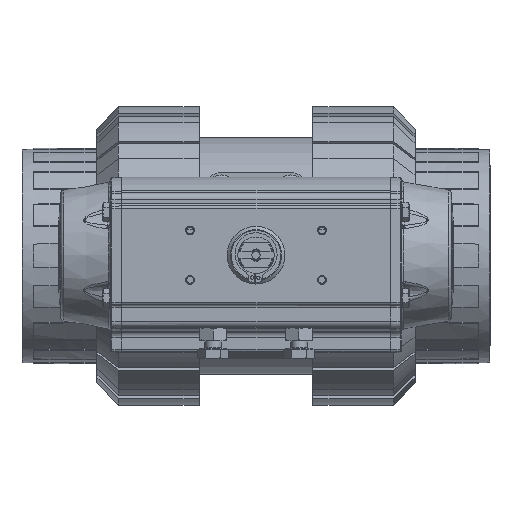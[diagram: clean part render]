
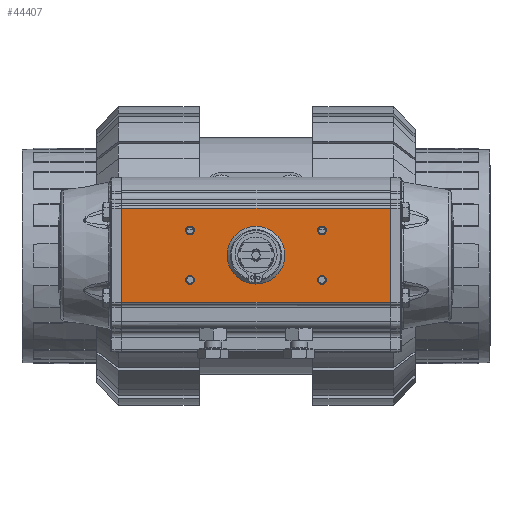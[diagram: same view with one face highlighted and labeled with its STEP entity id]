
A CAD part, top view. The second image highlights one B-rep face of the part: STEP entity #44407.
In plain terms, the highlighted planar face has unit normal (0, 0, 1).
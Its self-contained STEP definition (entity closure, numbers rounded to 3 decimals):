
#38025=CARTESIAN_POINT('',(-185.865,8.654,216.719));
#38026=VERTEX_POINT('',#38025);
#38034=CARTESIAN_POINT('',(-185.865,65.654,216.719));
#38035=VERTEX_POINT('',#38034);
#38036=CARTESIAN_POINT('',(-185.865,8.654,216.719));
#38037=DIRECTION('',(0.0,1.0,0.0));
#38038=VECTOR('',#38037,57.0);
#38039=LINE('',#38036,#38038);
#38040=EDGE_CURVE('',#38026,#38035,#38039,.T.);
#44322=CARTESIAN_POINT('',(-22.865,8.654,216.719));
#44323=DIRECTION('',(0.0,0.0,1.0));
#44324=DIRECTION('',(-1.0,0.0,0.0));
#44325=AXIS2_PLACEMENT_3D('',#44322,#44323,#44324);
#44326=PLANE('',#44325);
#44327=CARTESIAN_POINT('',(-22.865,8.654,216.719));
#44328=VERTEX_POINT('',#44327);
#44329=CARTESIAN_POINT('',(-22.865,65.654,216.719));
#44330=VERTEX_POINT('',#44329);
#44331=CARTESIAN_POINT('',(-22.865,8.654,216.719));
#44332=DIRECTION('',(0.0,1.0,0.0));
#44333=VECTOR('',#44332,57.);
#44334=LINE('',#44331,#44333);
#44335=EDGE_CURVE('',#44328,#44330,#44334,.T.);
#44336=ORIENTED_EDGE('',*,*,#44335,.T.);
#44337=CARTESIAN_POINT('',(-22.865,65.654,216.719));
#44338=DIRECTION('',(-1.0,0.0,0.0));
#44339=VECTOR('',#44338,163.);
#44340=LINE('',#44337,#44339);
#44341=EDGE_CURVE('',#44330,#38035,#44340,.T.);
#44342=ORIENTED_EDGE('',*,*,#44341,.T.);
#44343=ORIENTED_EDGE('',*,*,#38040,.F.);
#44344=CARTESIAN_POINT('',(-185.865,8.654,216.719));
#44345=DIRECTION('',(1.0,0.0,0.0));
#44346=VECTOR('',#44345,163.);
#44347=LINE('',#44344,#44346);
#44348=EDGE_CURVE('',#38026,#44328,#44347,.T.);
#44349=ORIENTED_EDGE('',*,*,#44348,.T.);
#44350=EDGE_LOOP('',(#44336,#44342,#44343,#44349));
#44351=FACE_OUTER_BOUND('',#44350,.T.);
#44352=CARTESIAN_POINT('',(-64.365,54.804,216.719));
#44353=VERTEX_POINT('',#44352);
#44354=CARTESIAN_POINT('',(-64.365,52.154,216.719));
#44355=DIRECTION('',(0.0,0.0,-1.0));
#44356=DIRECTION('',(0.0,1.0,0.0));
#44357=AXIS2_PLACEMENT_3D('',#44354,#44355,#44356);
#44358=CIRCLE('',#44357,2.65);
#44359=EDGE_CURVE('',#44353,#44353,#44358,.T.);
#44360=ORIENTED_EDGE('',*,*,#44359,.T.);
#44361=EDGE_LOOP('',(#44360));
#44362=FACE_BOUND('',#44361,.T.);
#44363=CARTESIAN_POINT('',(-64.365,24.804,216.719));
#44364=VERTEX_POINT('',#44363);
#44365=CARTESIAN_POINT('',(-64.365,22.154,216.719));
#44366=DIRECTION('',(0.0,0.0,-1.0));
#44367=DIRECTION('',(0.0,1.0,0.0));
#44368=AXIS2_PLACEMENT_3D('',#44365,#44366,#44367);
#44369=CIRCLE('',#44368,2.65);
#44370=EDGE_CURVE('',#44364,#44364,#44369,.T.);
#44371=ORIENTED_EDGE('',*,*,#44370,.T.);
#44372=EDGE_LOOP('',(#44371));
#44373=FACE_BOUND('',#44372,.T.);
#44374=CARTESIAN_POINT('',(-144.365,24.804,216.719));
#44375=VERTEX_POINT('',#44374);
#44376=CARTESIAN_POINT('',(-144.365,22.154,216.719));
#44377=DIRECTION('',(0.0,0.0,-1.0));
#44378=DIRECTION('',(0.0,1.0,0.0));
#44379=AXIS2_PLACEMENT_3D('',#44376,#44377,#44378);
#44380=CIRCLE('',#44379,2.65);
#44381=EDGE_CURVE('',#44375,#44375,#44380,.T.);
#44382=ORIENTED_EDGE('',*,*,#44381,.T.);
#44383=EDGE_LOOP('',(#44382));
#44384=FACE_BOUND('',#44383,.T.);
#44385=CARTESIAN_POINT('',(-144.365,54.804,216.719));
#44386=VERTEX_POINT('',#44385);
#44387=CARTESIAN_POINT('',(-144.365,52.154,216.719));
#44388=DIRECTION('',(0.0,0.0,-1.0));
#44389=DIRECTION('',(0.0,1.0,0.0));
#44390=AXIS2_PLACEMENT_3D('',#44387,#44388,#44389);
#44391=CIRCLE('',#44390,2.65);
#44392=EDGE_CURVE('',#44386,#44386,#44391,.T.);
#44393=ORIENTED_EDGE('',*,*,#44392,.T.);
#44394=EDGE_LOOP('',(#44393));
#44395=FACE_BOUND('',#44394,.T.);
#44396=CARTESIAN_POINT('',(-121.865,37.154,216.719));
#44397=VERTEX_POINT('',#44396);
#44398=CARTESIAN_POINT('',(-104.365,37.154,216.719));
#44399=DIRECTION('',(0.0,0.0,-1.0));
#44400=DIRECTION('',(-1.0,0.0,0.0));
#44401=AXIS2_PLACEMENT_3D('',#44398,#44399,#44400);
#44402=CIRCLE('',#44401,17.5);
#44403=EDGE_CURVE('',#44397,#44397,#44402,.T.);
#44404=ORIENTED_EDGE('',*,*,#44403,.T.);
#44405=EDGE_LOOP('',(#44404));
#44406=FACE_BOUND('',#44405,.T.);
#44407=ADVANCED_FACE('',(#44351,#44362,#44373,#44384,#44395,#44406),#44326,.T.);
